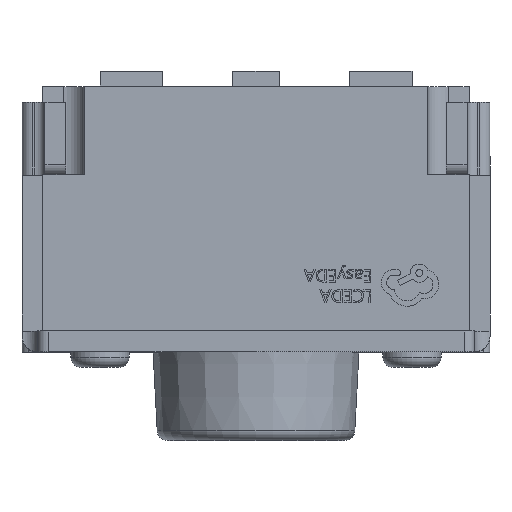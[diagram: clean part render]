
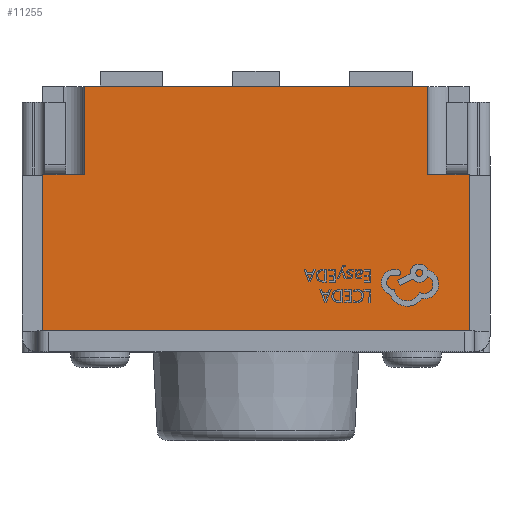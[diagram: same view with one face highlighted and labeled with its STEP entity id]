
A CAD part, top view. The second image highlights one B-rep face of the part: STEP entity #11255.
In plain terms, the highlighted planar face has unit normal (0, 0, 1).
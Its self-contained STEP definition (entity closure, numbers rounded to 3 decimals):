
#2 = LINE ( 'NONE', #1787, #20245 ) ;
#160 = VERTEX_POINT ( 'NONE', #9106 ) ;
#253 = LINE ( 'NONE', #8513, #10678 ) ;
#497 = ORIENTED_EDGE ( 'NONE', *, *, #10508, .T. ) ;
#602 = LINE ( 'NONE', #14274, #15398 ) ;
#1071 = CARTESIAN_POINT ( 'NONE',  ( 2.05, 2.35, 1.7 ) ) ;
#1260 = VERTEX_POINT ( 'NONE', #9525 ) ;
#1787 = CARTESIAN_POINT ( 'NONE',  ( -1.65, 0.235, 1.7 ) ) ;
#4121 = DIRECTION ( 'NONE',  ( 0., -1., 0. ) ) ;
#4619 = ORIENTED_EDGE ( 'NONE', *, *, #10036, .F. ) ;
#4987 = CARTESIAN_POINT ( 'NONE',  ( -2.05, 0., 1.7 ) ) ;
#5386 = ORIENTED_EDGE ( 'NONE', *, *, #11877, .F. ) ;
#5602 = VERTEX_POINT ( 'NONE', #7801 ) ;
#5880 = CARTESIAN_POINT ( 'NONE',  ( 1.65, 0.235, 1.7 ) ) ;
#5992 = LINE ( 'NONE', #5880, #8504 ) ;
#6607 = EDGE_CURVE ( 'NONE', #10494, #5602, #22214, .T. ) ;
#6693 = VECTOR ( 'NONE', #8444, 1000. ) ;
#7206 = ORIENTED_EDGE ( 'NONE', *, *, #8974, .T. ) ;
#7368 = LINE ( 'NONE', #16395, #10820 ) ;
#7684 = DIRECTION ( 'NONE',  ( 1., 0., 0. ) ) ;
#7801 = CARTESIAN_POINT ( 'NONE',  ( 1.65, 1.5, 1.7 ) ) ;
#8009 = DIRECTION ( 'NONE',  ( 0., 1., 0. ) ) ;
#8134 = CARTESIAN_POINT ( 'NONE',  ( 1.65, 2.35, 1.7 ) ) ;
#8289 = VECTOR ( 'NONE', #10794, 1000. ) ;
#8444 = DIRECTION ( 'NONE',  ( -1., 0., 0. ) ) ;
#8504 = VECTOR ( 'NONE', #19870, 1000. ) ;
#8513 = CARTESIAN_POINT ( 'NONE',  ( 2.05, 2.35, 1.7 ) ) ;
#8974 = EDGE_CURVE ( 'NONE', #22207, #10445, #9095, .T. ) ;
#9095 = LINE ( 'NONE', #11014, #8289 ) ;
#9106 = CARTESIAN_POINT ( 'NONE',  ( -2.05, 1.5, 1.7 ) ) ;
#9525 = CARTESIAN_POINT ( 'NONE',  ( -1.65, 1.5, 1.7 ) ) ;
#9817 = EDGE_LOOP ( 'NONE', ( #15785, #497, #11895, #21675, #4619, #13338, #7206, #5386 ) ) ;
#10036 = EDGE_CURVE ( 'NONE', #160, #1260, #7368, .T. ) ;
#10445 = VERTEX_POINT ( 'NONE', #21663 ) ;
#10494 = VERTEX_POINT ( 'NONE', #21547 ) ;
#10508 = EDGE_CURVE ( 'NONE', #5602, #13943, #5992, .T. ) ;
#10678 = VECTOR ( 'NONE', #13561, 1000. ) ;
#10794 = DIRECTION ( 'NONE',  ( 1., 0., 0. ) ) ;
#10820 = VECTOR ( 'NONE', #14566, 1000. ) ;
#11014 = CARTESIAN_POINT ( 'NONE',  ( 2.05, 0., 1.7 ) ) ;
#11142 = VERTEX_POINT ( 'NONE', #12733 ) ;
#11255 = ADVANCED_FACE ( 'NONE', ( #16919 ), #15219, .F. ) ;
#11877 = EDGE_CURVE ( 'NONE', #10494, #10445, #253, .T. ) ;
#11895 = ORIENTED_EDGE ( 'NONE', *, *, #16761, .F. ) ;
#12042 = DIRECTION ( 'NONE',  ( 0., 1., 0. ) ) ;
#12452 = EDGE_CURVE ( 'NONE', #160, #22207, #602, .T. ) ;
#12733 = CARTESIAN_POINT ( 'NONE',  ( -1.65, 2.35, 1.7 ) ) ;
#12945 = VECTOR ( 'NONE', #7684, 1000. ) ;
#13338 = ORIENTED_EDGE ( 'NONE', *, *, #12452, .T. ) ;
#13561 = DIRECTION ( 'NONE',  ( 0., -1., 0. ) ) ;
#13943 = VERTEX_POINT ( 'NONE', #8134 ) ;
#14274 = CARTESIAN_POINT ( 'NONE',  ( -2.05, 2.35, 1.7 ) ) ;
#14566 = DIRECTION ( 'NONE',  ( 1., 0., 0. ) ) ;
#14838 = EDGE_CURVE ( 'NONE', #1260, #11142, #2, .T. ) ;
#15219 = PLANE ( 'NONE',  #17646 ) ;
#15398 = VECTOR ( 'NONE', #4121, 1000. ) ;
#15785 = ORIENTED_EDGE ( 'NONE', *, *, #6607, .T. ) ;
#16373 = CARTESIAN_POINT ( 'NONE',  ( 2.05, 2.35, 1.7 ) ) ;
#16395 = CARTESIAN_POINT ( 'NONE',  ( -2.05, 1.5, 1.7 ) ) ;
#16761 = EDGE_CURVE ( 'NONE', #11142, #13943, #17734, .T. ) ;
#16919 = FACE_OUTER_BOUND ( 'NONE', #9817, .T. ) ;
#17646 = AXIS2_PLACEMENT_3D ( 'NONE', #1071, #20189, #8009 ) ;
#17734 = LINE ( 'NONE', #16373, #12945 ) ;
#19870 = DIRECTION ( 'NONE',  ( 0., 1., 0. ) ) ;
#20189 = DIRECTION ( 'NONE',  ( 0., 0., -1. ) ) ;
#20245 = VECTOR ( 'NONE', #12042, 1000. ) ;
#21547 = CARTESIAN_POINT ( 'NONE',  ( 2.05, 1.5, 1.7 ) ) ;
#21663 = CARTESIAN_POINT ( 'NONE',  ( 2.05, 0., 1.7 ) ) ;
#21675 = ORIENTED_EDGE ( 'NONE', *, *, #14838, .F. ) ;
#22207 = VERTEX_POINT ( 'NONE', #4987 ) ;
#22214 = LINE ( 'NONE', #22326, #6693 ) ;
#22326 = CARTESIAN_POINT ( 'NONE',  ( 2.05, 1.5, 1.7 ) ) ;
